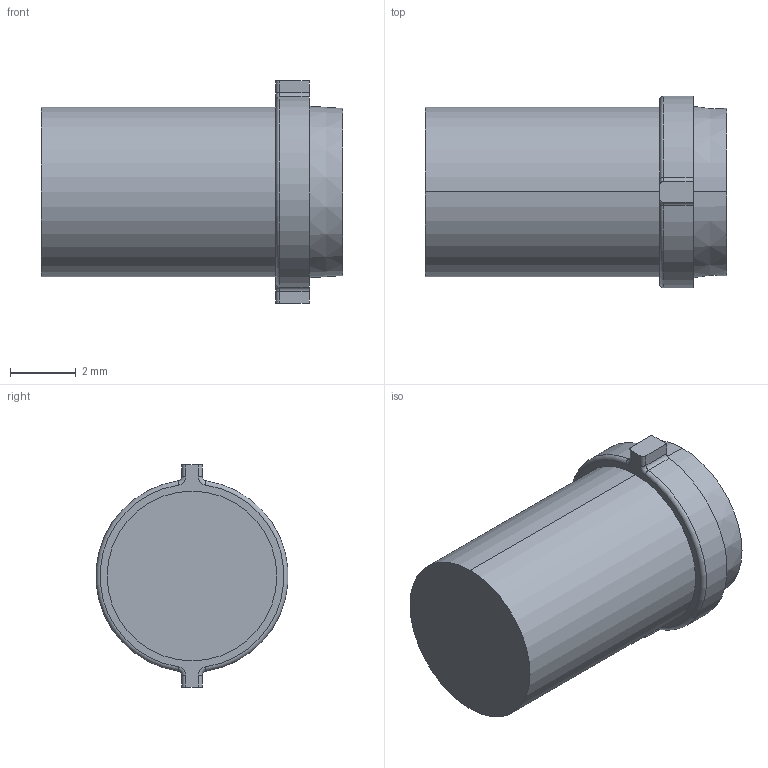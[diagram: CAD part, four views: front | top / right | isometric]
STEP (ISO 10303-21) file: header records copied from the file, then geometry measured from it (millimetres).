
FILE_DESCRIPTION (( 'STEP AP203' ), '1' );
FILE_NAME ('LCV 036 CTP.STEP', '2011-09-26T15:50:54', ( '' ), ( '' ), 'SwSTEP 2.0', 'SolidWorks 2011', '' );
FILE_SCHEMA (( 'CONFIG_CONTROL_DESIGN' ));
Length unit declared in the file: inch
Products named in the file (1): LCV 036 CTP
Bounding box: 9.14 x 5.82 x 6.76 mm (x, y, z)
Volume: 197.4 mm3; surface area: 204.8 mm2
Topology: 1 solids, 1 shells, 30 faces, 70 edges, 44 vertices
Faces by surface type: cylinder 12, plane 10, torus 6, cone 2
Entity records: 947 total; most frequent: DIRECTION 170, CARTESIAN_POINT 145, ORIENTED_EDGE 140, EDGE_CURVE 70, AXIS2_PLACEMENT_3D 69, VERTEX_POINT 44, CIRCLE 38, VECTOR 32
